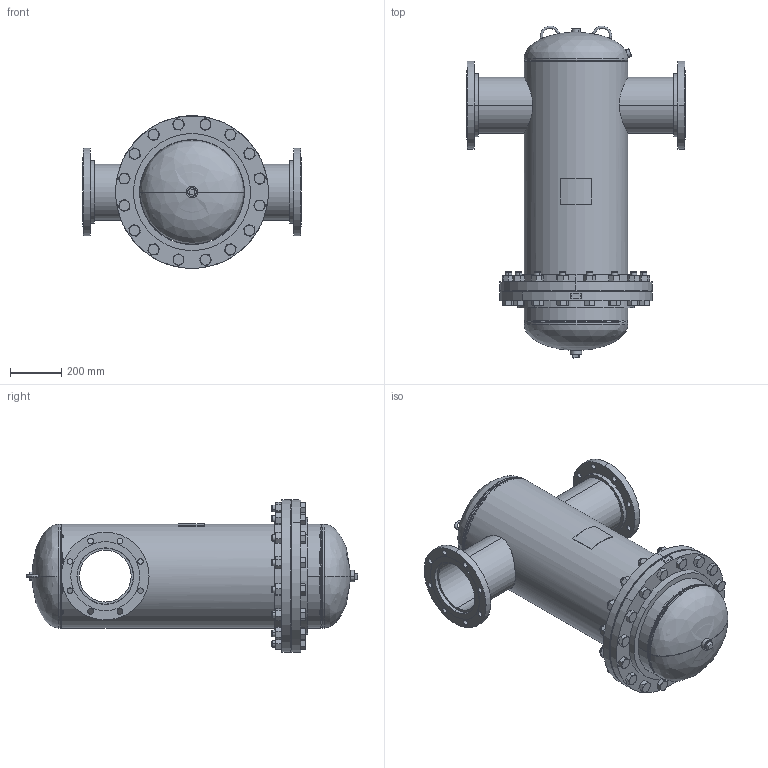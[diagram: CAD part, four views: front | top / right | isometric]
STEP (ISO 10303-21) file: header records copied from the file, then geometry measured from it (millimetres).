
FILE_DESCRIPTION (( 'STEP AP203' ), '1' );
FILE_NAME ('WVAD-8HV.STEP', '2021-03-11T19:02:11', ( '' ), ( '' ), 'SwSTEP 2.0', 'SolidWorks 2021', '' );
FILE_SCHEMA (( 'CONFIG_CONTROL_DESIGN' ));
Length unit declared in the file: inch
Products named in the file (17): 9500030; 9301120_10; 99B0680; PLUGS_9500150; 9500050; 99M3580_23.5; 9400540; 9800640_HHNUT 1.0000-8-D-N; 9200080; 9461100; 9800585_HHBOLT 1.0000-8x4.5x4.5-N; 9600830_16" VERT; WVAD-8HV; 99B1718; Garlock F.F. Gaskets 150# .0625 tk_9471016; 9461140
Assembly tree (51 placements, depth 2):
  WVAD-8HV
    99B1718
    99B0680
    9200080
    9200080
    9500030  x2
    9500050
    PLUGS_9500150
    9301120_10  x2
    9461100  x2
    9461140  x2
    Garlock F.F. Gaskets 150# .0625 tk_9471016
    9800585_HHBOLT 1.0000-8x4.5x4.5-N  x16
    9800640_HHNUT 1.0000-8-D-N  x16
    9400540  x2
    99M3580_23.5
    9600830_16" VERT
Bounding box: 854.08 x 1298.54 x 597.71 mm (x, y, z)
Volume: 24115857.4 mm3; surface area: 5983854 mm2
Topology: 51 solids, 51 shells, 1113 faces, 2482 edges, 1496 vertices
Faces by surface type: cone 410, plane 333, cylinder 322, torus 28, bspline 20
Full cylindrical faces by diameter (mm): 400.05 x1, 406.4 x1
Entity records: 17224 total; most frequent: CARTESIAN_POINT 6678, DIRECTION 1774, ORIENTED_EDGE 1496, AXIS2_PLACEMENT_3D 768, EDGE_CURVE 748, VERTEX_POINT 470, EDGE_LOOP 426, CIRCLE 420
